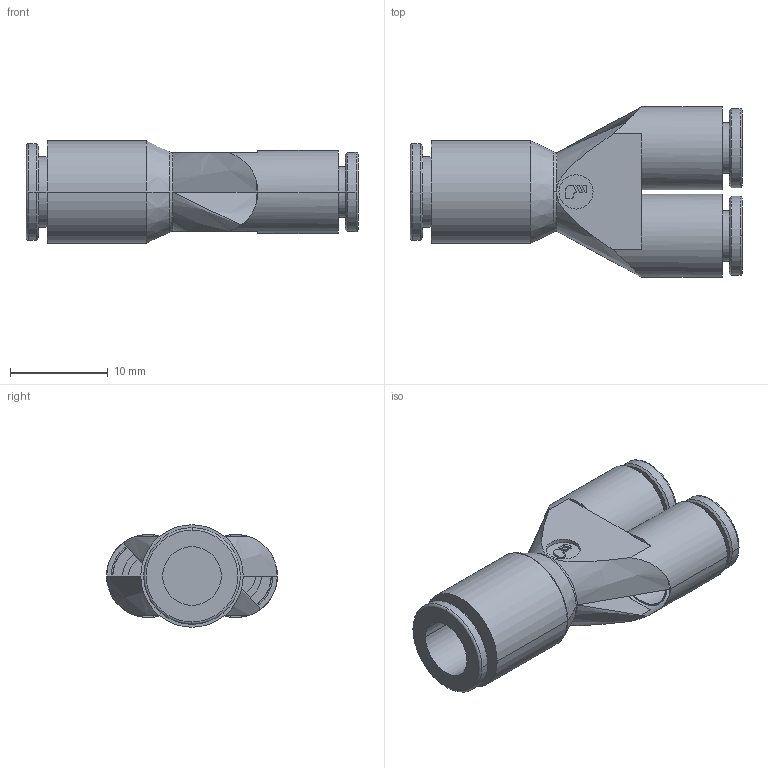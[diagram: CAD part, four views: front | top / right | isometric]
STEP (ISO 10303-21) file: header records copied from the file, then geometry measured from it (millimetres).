
FILE_DESCRIPTION(('STEP AP214'),'1');
FILE_NAME('3140_04_06.stp','2016-07-07T14:15:18',('TraceParts'),('TraceParts S.A.'),'Spatial InterOp 3D',' ',' ');
FILE_SCHEMA(('automotive_design'));
Length unit declared in the file: millimetre
Products named in the file (1): 1
Bounding box: 34 x 17.5 x 10.5 mm (x, y, z)
Volume: 2537.6 mm3; surface area: 2215.2 mm2
Topology: 1 solids, 3 shells, 114 faces, 274 edges, 177 vertices
Faces by surface type: plane 34, cylinder 32, torus 24, cone 24
Entity records: 3646 total; most frequent: CARTESIAN_POINT 882, DIRECTION 629, ORIENTED_EDGE 548, EDGE_CURVE 274, AXIS2_PLACEMENT_3D 268, VERTEX_POINT 177, CIRCLE 153, EDGE_LOOP 129
